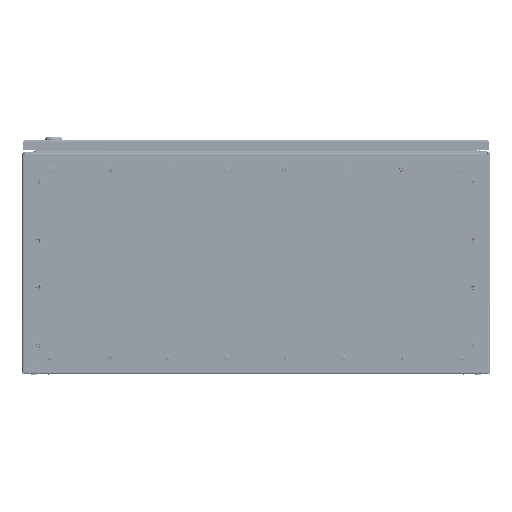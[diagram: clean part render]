
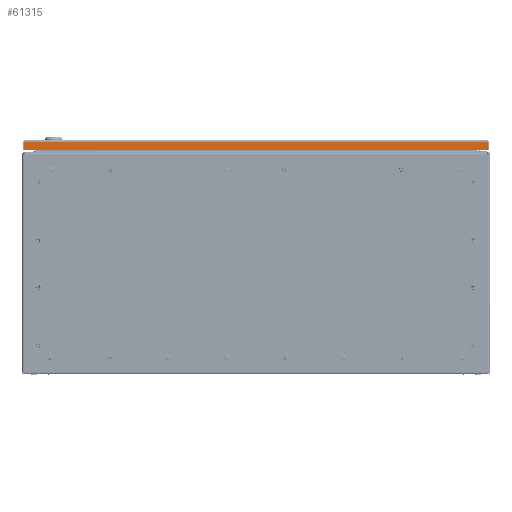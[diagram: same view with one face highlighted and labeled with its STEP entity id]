
A CAD part, front view. The second image highlights one B-rep face of the part: STEP entity #61315.
In plain terms, the highlighted planar face has unit normal (0, -1, 0).
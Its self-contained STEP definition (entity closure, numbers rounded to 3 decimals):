
#3696 = VERTEX_POINT ( 'NONE', #74131 ) ;
#5669 = ORIENTED_EDGE ( 'NONE', *, *, #94503, .T. ) ;
#15220 = ORIENTED_EDGE ( 'NONE', *, *, #95867, .F. ) ;
#15314 = EDGE_LOOP ( 'NONE', ( #15220, #71772, #80077, #5669 ) ) ;
#15771 = PLANE ( 'NONE',  #79046 ) ;
#18408 = DIRECTION ( 'NONE',  ( 0., 0., -1. ) ) ;
#19155 = VERTEX_POINT ( 'NONE', #81181 ) ;
#23108 = CARTESIAN_POINT ( 'NONE',  ( 0., -498., 0. ) ) ;
#30667 = VECTOR ( 'NONE', #89435, 1000. ) ;
#30690 = DIRECTION ( 'NONE',  ( 1., 0., 0. ) ) ;
#32111 = DIRECTION ( 'NONE',  ( 0., 1., 0. ) ) ;
#36553 = CARTESIAN_POINT ( 'NONE',  ( 396.746, -498., -3.4 ) ) ;
#37622 = LINE ( 'NONE', #45142, #30667 ) ;
#44253 = LINE ( 'NONE', #104038, #72033 ) ;
#45142 = CARTESIAN_POINT ( 'NONE',  ( -396.746, -498., 0. ) ) ;
#47897 = LINE ( 'NONE', #71638, #86789 ) ;
#53364 = EDGE_CURVE ( 'NONE', #3696, #19155, #37622, .T. ) ;
#61315 = ADVANCED_FACE ( 'NONE', ( #108897 ), #15771, .F. ) ;
#64811 = VECTOR ( 'NONE', #30690, 1000. ) ;
#71638 = CARTESIAN_POINT ( 'NONE',  ( 396.746, -498., -1.4 ) ) ;
#71772 = ORIENTED_EDGE ( 'NONE', *, *, #101662, .F. ) ;
#72033 = VECTOR ( 'NONE', #77643, 1000. ) ;
#74131 = CARTESIAN_POINT ( 'NONE',  ( -396.746, -498., -3.4 ) ) ;
#76826 = VERTEX_POINT ( 'NONE', #95736 ) ;
#77158 = DIRECTION ( 'NONE',  ( 0., 0., 1. ) ) ;
#77643 = DIRECTION ( 'NONE',  ( 1., 0., 0. ) ) ;
#79046 = AXIS2_PLACEMENT_3D ( 'NONE', #23108, #32111, #77158 ) ;
#80077 = ORIENTED_EDGE ( 'NONE', *, *, #53364, .T. ) ;
#81181 = CARTESIAN_POINT ( 'NONE',  ( -396.746, -498., -16.5 ) ) ;
#86789 = VECTOR ( 'NONE', #18408, 1000. ) ;
#89435 = DIRECTION ( 'NONE',  ( 0., 0., -1. ) ) ;
#94503 = EDGE_CURVE ( 'NONE', #19155, #76826, #100911, .T. ) ;
#95736 = CARTESIAN_POINT ( 'NONE',  ( 396.746, -498., -16.5 ) ) ;
#95867 = EDGE_CURVE ( 'NONE', #103620, #76826, #47897, .T. ) ;
#100642 = CARTESIAN_POINT ( 'NONE',  ( 0., -498., -16.5 ) ) ;
#100911 = LINE ( 'NONE', #100642, #64811 ) ;
#101662 = EDGE_CURVE ( 'NONE', #3696, #103620, #44253, .T. ) ;
#103620 = VERTEX_POINT ( 'NONE', #36553 ) ;
#104038 = CARTESIAN_POINT ( 'NONE',  ( 398.5, -498., -3.4 ) ) ;
#108897 = FACE_OUTER_BOUND ( 'NONE', #15314, .T. ) ;
